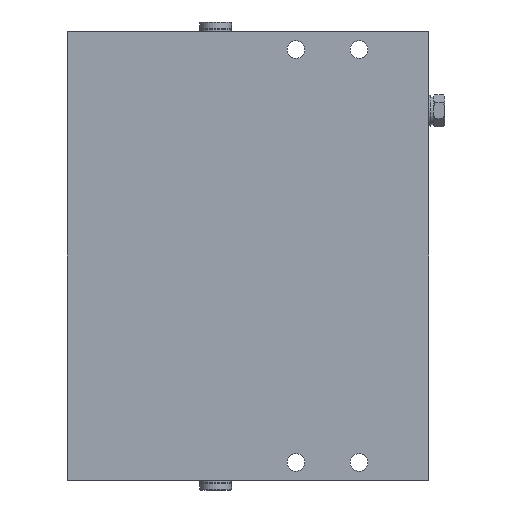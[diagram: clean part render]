
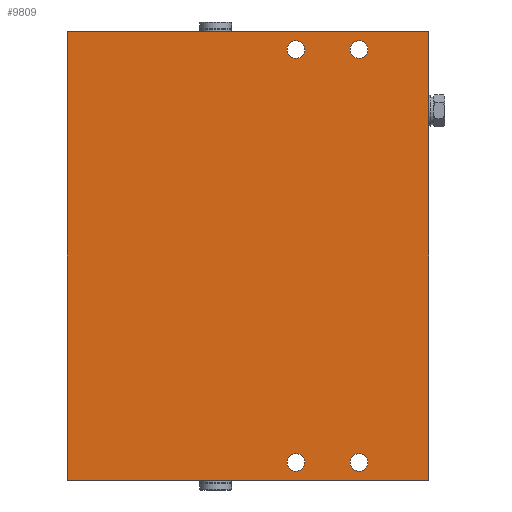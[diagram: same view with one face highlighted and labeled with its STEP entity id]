
A CAD part, front view. The second image highlights one B-rep face of the part: STEP entity #9809.
In plain terms, the highlighted planar face has unit normal (0, -1, 0).
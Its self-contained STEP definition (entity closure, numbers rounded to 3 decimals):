
#533=CIRCLE('',#10908,2.25);
#534=CIRCLE('',#10909,2.25);
#535=CIRCLE('',#10910,2.25);
#536=CIRCLE('',#10911,2.25);
#1214=ORIENTED_EDGE('',*,*,#3819,.T.);
#1215=ORIENTED_EDGE('',*,*,#3820,.T.);
#1216=ORIENTED_EDGE('',*,*,#3821,.T.);
#1217=ORIENTED_EDGE('',*,*,#3822,.T.);
#1218=ORIENTED_EDGE('',*,*,#3823,.T.);
#1219=ORIENTED_EDGE('',*,*,#3824,.F.);
#1220=ORIENTED_EDGE('',*,*,#3774,.F.);
#1221=ORIENTED_EDGE('',*,*,#3482,.T.);
#3482=EDGE_CURVE('',#4790,#4789,#5778,.T.);
#3774=EDGE_CURVE('',#4790,#5080,#5949,.T.);
#3819=EDGE_CURVE('',#5118,#5118,#533,.T.);
#3820=EDGE_CURVE('',#5119,#5119,#534,.T.);
#3821=EDGE_CURVE('',#5120,#5120,#535,.T.);
#3822=EDGE_CURVE('',#5121,#5121,#536,.T.);
#3823=EDGE_CURVE('',#4789,#5122,#5972,.T.);
#3824=EDGE_CURVE('',#5080,#5122,#5973,.T.);
#4789=VERTEX_POINT('',#14949);
#4790=VERTEX_POINT('',#14951);
#5080=VERTEX_POINT('',#15535);
#5118=VERTEX_POINT('',#15652);
#5119=VERTEX_POINT('',#15654);
#5120=VERTEX_POINT('',#15656);
#5121=VERTEX_POINT('',#15658);
#5122=VERTEX_POINT('',#15660);
#5778=LINE('',#14950,#6568);
#5949=LINE('',#15534,#6739);
#5972=LINE('',#15659,#6762);
#5973=LINE('',#15661,#6763);
#6568=VECTOR('',#11896,1000.);
#6739=VECTOR('',#12313,1000.);
#6762=VECTOR('',#12392,1000.);
#6763=VECTOR('',#12393,1000.);
#7488=EDGE_LOOP('',(#1214));
#7489=EDGE_LOOP('',(#1215));
#7490=EDGE_LOOP('',(#1216));
#7491=EDGE_LOOP('',(#1217));
#7492=EDGE_LOOP('',(#1218,#1219,#1220,#1221));
#8518=FACE_BOUND('',#7488,.T.);
#8519=FACE_BOUND('',#7489,.T.);
#8520=FACE_BOUND('',#7490,.T.);
#8521=FACE_BOUND('',#7491,.T.);
#8522=FACE_BOUND('',#7492,.T.);
#9439=PLANE('',#10907);
#9809=ADVANCED_FACE('',(#8518,#8519,#8520,#8521,#8522),#9439,.F.);
#10907=AXIS2_PLACEMENT_3D('',#15650,#12382,#12383);
#10908=AXIS2_PLACEMENT_3D('',#15651,#12384,#12385);
#10909=AXIS2_PLACEMENT_3D('',#15653,#12386,#12387);
#10910=AXIS2_PLACEMENT_3D('',#15655,#12388,#12389);
#10911=AXIS2_PLACEMENT_3D('',#15657,#12390,#12391);
#11896=DIRECTION('',(0.,0.,-1.));
#12313=DIRECTION('',(1.,0.,0.));
#12382=DIRECTION('',(0.,1.,0.));
#12383=DIRECTION('',(0.,0.,1.));
#12384=DIRECTION('',(0.,1.,0.));
#12385=DIRECTION('',(1.,0.,0.));
#12386=DIRECTION('',(0.,1.,0.));
#12387=DIRECTION('',(1.,0.,0.));
#12388=DIRECTION('',(0.,1.,0.));
#12389=DIRECTION('',(1.,0.,0.));
#12390=DIRECTION('',(0.,1.,0.));
#12391=DIRECTION('',(1.,0.,0.));
#12392=DIRECTION('',(1.,0.,0.));
#12393=DIRECTION('',(0.,0.,-1.));
#14949=CARTESIAN_POINT('',(0.,-23.,0.));
#14950=CARTESIAN_POINT('',(0.,-23.,113.5));
#14951=CARTESIAN_POINT('',(0.,-23.,113.5));
#15534=CARTESIAN_POINT('',(0.,-23.,113.5));
#15535=CARTESIAN_POINT('',(91.5,-23.,113.5));
#15650=CARTESIAN_POINT('',(0.,-23.,113.5));
#15651=CARTESIAN_POINT('',(33.65,-23.,4.5));
#15652=CARTESIAN_POINT('',(35.9,-23.,4.5));
#15653=CARTESIAN_POINT('',(17.65,-23.,109.));
#15654=CARTESIAN_POINT('',(19.9,-23.,109.));
#15655=CARTESIAN_POINT('',(33.65,-23.,109.));
#15656=CARTESIAN_POINT('',(35.9,-23.,109.));
#15657=CARTESIAN_POINT('',(17.65,-23.,4.5));
#15658=CARTESIAN_POINT('',(19.9,-23.,4.5));
#15659=CARTESIAN_POINT('',(0.,-23.,0.));
#15660=CARTESIAN_POINT('',(91.5,-23.,0.));
#15661=CARTESIAN_POINT('',(91.5,-23.,113.5));
